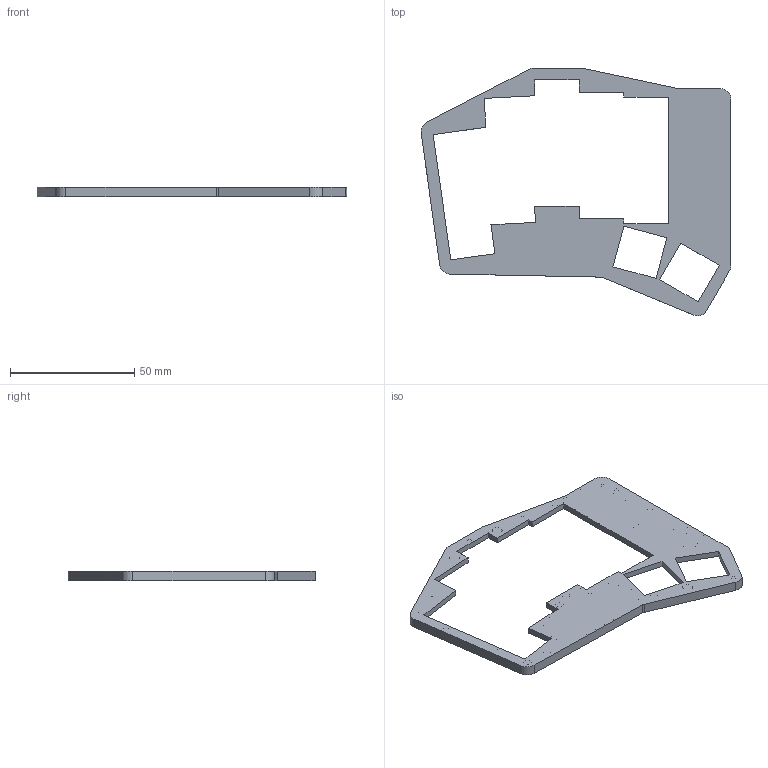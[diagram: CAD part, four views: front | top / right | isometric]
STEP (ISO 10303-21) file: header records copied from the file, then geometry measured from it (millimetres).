
FILE_DESCRIPTION(/* description */ ('STEP AP242','CAx-IF Rec.Pracs.---Representation and Presentation of Product Manufacturing Information (PMI)---4.0---2014-10-13','CAx-IF Rec.Pracs.---3D Tessellated Geometry---0.4---2014-09-14','2;1'),/* implementation_level */ '2;1');
FILE_NAME(/* name */ '684d3d9b8ef40d5da3adf4f7',/* time_stamp */ '2025-06-14T09:15:08Z',/* author */ (''),/* organization */ (''),/* preprocessor_version */ 'ST-DEVELOPER v20',/* originating_system */ 'ONSHAPE BY PTC INC, 1.199',/* authorisation */ ' ');
FILE_SCHEMA (('AP242_MANAGED_MODEL_BASED_3D_ENGINEERING_MIM_LF { 1 0 10303 442 1 1 4 }'));
Length unit declared in the file: metre
Products named in the file (1): Left Side Case
Bounding box: 124.96 x 99.84 x 4 mm (x, y, z)
Volume: 7609.6 mm3; surface area: 13381.8 mm2
Topology: 1 solids, 1 shells, 172 faces, 414 edges, 276 vertices
Faces by surface type: plane 117, cylinder 55
Full cylindrical faces by diameter (mm): 1.9 x8, 2 x5, 2.2 x1, 3.1 x11, 4 x6, 6 x2
Entity records: 4881 total; most frequent: DIRECTION 837, CARTESIAN_POINT 830, ORIENTED_EDGE 762, EDGE_CURVE 381, AXIS2_PLACEMENT_3D 283, VERTEX_POINT 276, LINE 271, VECTOR 271
